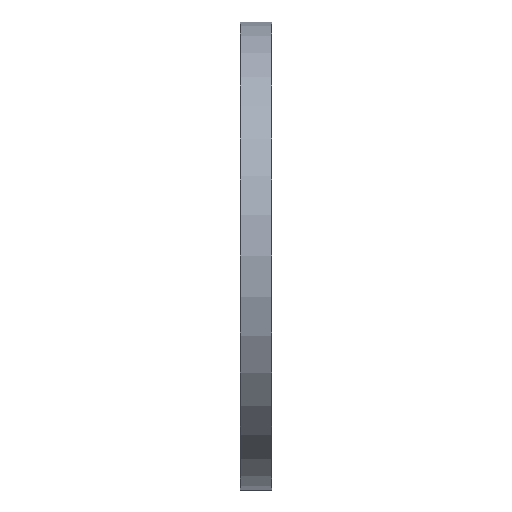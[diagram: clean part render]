
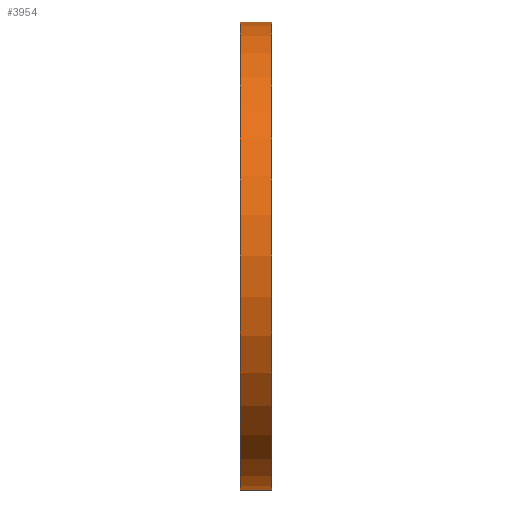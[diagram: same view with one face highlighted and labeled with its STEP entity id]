
A CAD part, left-side view. The second image highlights one B-rep face of the part: STEP entity #3954.
In plain terms, the highlighted cylindrical face has radius 60 mm (diameter 120 mm), a partial arc.
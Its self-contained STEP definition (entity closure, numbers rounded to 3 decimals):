
#64 = EDGE_LOOP ( 'NONE', ( #8463, #9008, #11369, #14308 ) ) ;
#423 = CARTESIAN_POINT ( 'NONE',  ( 0., 8., -60. ) ) ;
#488 = VERTEX_POINT ( 'NONE', #14167 ) ;
#1069 = CIRCLE ( 'NONE', #3173, 60. ) ;
#1386 = LINE ( 'NONE', #12756, #10898 ) ;
#2097 = LINE ( 'NONE', #9023, #14149 ) ;
#2305 = CYLINDRICAL_SURFACE ( 'NONE', #4222, 60. ) ;
#2472 = EDGE_CURVE ( 'NONE', #488, #4855, #2097, .T. ) ;
#2932 = EDGE_CURVE ( 'NONE', #6493, #11362, #1386, .T. ) ;
#3173 = AXIS2_PLACEMENT_3D ( 'NONE', #11359, #13518, #5586 ) ;
#3954 = ADVANCED_FACE ( 'NONE', ( #9103 ), #2305, .T. ) ;
#3978 = EDGE_CURVE ( 'NONE', #11362, #4855, #1069, .T. ) ;
#4010 = EDGE_CURVE ( 'NONE', #6493, #488, #13092, .T. ) ;
#4222 = AXIS2_PLACEMENT_3D ( 'NONE', #7778, #6732, #12472 ) ;
#4373 = CARTESIAN_POINT ( 'NONE',  ( 0., 8., 0. ) ) ;
#4855 = VERTEX_POINT ( 'NONE', #8786 ) ;
#5586 = DIRECTION ( 'NONE',  ( 0., 0., 1. ) ) ;
#6493 = VERTEX_POINT ( 'NONE', #423 ) ;
#6732 = DIRECTION ( 'NONE',  ( 0., -1., 0. ) ) ;
#7037 = DIRECTION ( 'NONE',  ( 0., -1., 0. ) ) ;
#7778 = CARTESIAN_POINT ( 'NONE',  ( 0., 8., 0. ) ) ;
#8463 = ORIENTED_EDGE ( 'NONE', *, *, #2472, .F. ) ;
#8559 = DIRECTION ( 'NONE',  ( 0., -1., 0. ) ) ;
#8786 = CARTESIAN_POINT ( 'NONE',  ( 0., 0., 60. ) ) ;
#9008 = ORIENTED_EDGE ( 'NONE', *, *, #4010, .F. ) ;
#9023 = CARTESIAN_POINT ( 'NONE',  ( 0., 8., 60. ) ) ;
#9103 = FACE_OUTER_BOUND ( 'NONE', #64, .T. ) ;
#10688 = AXIS2_PLACEMENT_3D ( 'NONE', #4373, #12423, #12564 ) ;
#10898 = VECTOR ( 'NONE', #8559, 1000. ) ;
#11359 = CARTESIAN_POINT ( 'NONE',  ( 0., 0., 0. ) ) ;
#11362 = VERTEX_POINT ( 'NONE', #12415 ) ;
#11369 = ORIENTED_EDGE ( 'NONE', *, *, #2932, .T. ) ;
#12415 = CARTESIAN_POINT ( 'NONE',  ( 0., 0., -60. ) ) ;
#12423 = DIRECTION ( 'NONE',  ( 0., 1., 0. ) ) ;
#12472 = DIRECTION ( 'NONE',  ( 0., 0., -1. ) ) ;
#12564 = DIRECTION ( 'NONE',  ( 0., 0., 1. ) ) ;
#12756 = CARTESIAN_POINT ( 'NONE',  ( 0., 8., -60. ) ) ;
#13092 = CIRCLE ( 'NONE', #10688, 60. ) ;
#13518 = DIRECTION ( 'NONE',  ( 0., 1., 0. ) ) ;
#14149 = VECTOR ( 'NONE', #7037, 1000. ) ;
#14167 = CARTESIAN_POINT ( 'NONE',  ( 0., 8., 60. ) ) ;
#14308 = ORIENTED_EDGE ( 'NONE', *, *, #3978, .T. ) ;
